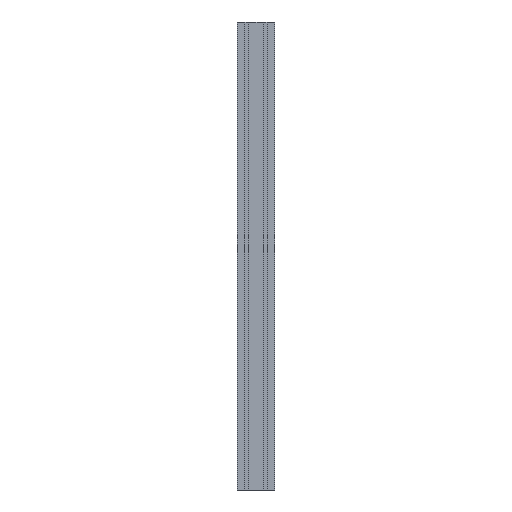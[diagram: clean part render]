
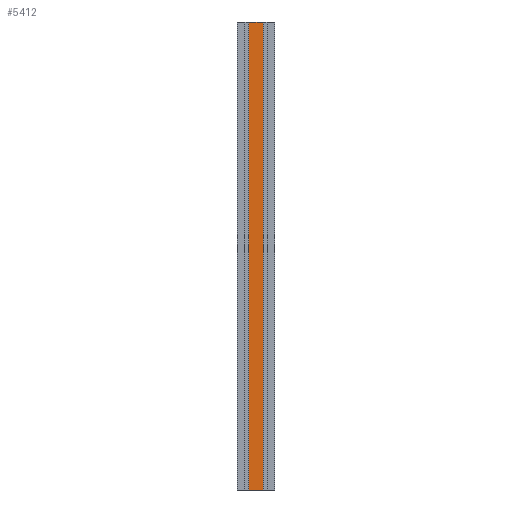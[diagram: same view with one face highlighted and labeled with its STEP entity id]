
A CAD part, left-side view. The second image highlights one B-rep face of the part: STEP entity #5412.
In plain terms, the highlighted planar face has unit normal (-1, 0, 0).
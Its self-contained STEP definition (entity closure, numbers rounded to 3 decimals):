
#327 = CARTESIAN_POINT ( 'NONE',  ( -40., 15.95, 0. ) ) ;
#336 = EDGE_CURVE ( 'NONE', #869, #937, #6614, .T. ) ;
#462 = CARTESIAN_POINT ( 'NONE',  ( -40., 0., 1000. ) ) ;
#493 = PLANE ( 'NONE',  #6036 ) ;
#869 = VERTEX_POINT ( 'NONE', #5694 ) ;
#937 = VERTEX_POINT ( 'NONE', #3541 ) ;
#1301 = EDGE_CURVE ( 'NONE', #937, #4233, #2469, .T. ) ;
#1305 = DIRECTION ( 'NONE',  ( 0., 1., 0. ) ) ;
#1359 = ORIENTED_EDGE ( 'NONE', *, *, #336, .T. ) ;
#1529 = CARTESIAN_POINT ( 'NONE',  ( -40., 15.95, 1000. ) ) ;
#1789 = EDGE_LOOP ( 'NONE', ( #6180, #5617, #1359, #4095 ) ) ;
#1823 = LINE ( 'NONE', #3961, #4409 ) ;
#2199 = EDGE_CURVE ( 'NONE', #6751, #4233, #1823, .T. ) ;
#2280 = CARTESIAN_POINT ( 'NONE',  ( -40., 0., 1000. ) ) ;
#2469 = LINE ( 'NONE', #1529, #6322 ) ;
#3097 = DIRECTION ( 'NONE',  ( -1., 0., 0. ) ) ;
#3164 = DIRECTION ( 'NONE',  ( 0., -1., 0. ) ) ;
#3328 = VECTOR ( 'NONE', #5194, 1000. ) ;
#3541 = CARTESIAN_POINT ( 'NONE',  ( -40., 15.95, 1000. ) ) ;
#3900 = DIRECTION ( 'NONE',  ( 0., 1., 0. ) ) ;
#3961 = CARTESIAN_POINT ( 'NONE',  ( -40., 0., 0. ) ) ;
#3977 = VECTOR ( 'NONE', #3900, 1000. ) ;
#4095 = ORIENTED_EDGE ( 'NONE', *, *, #1301, .T. ) ;
#4181 = CARTESIAN_POINT ( 'NONE',  ( -40., -15.95, 1000. ) ) ;
#4233 = VERTEX_POINT ( 'NONE', #327 ) ;
#4409 = VECTOR ( 'NONE', #1305, 1000. ) ;
#5194 = DIRECTION ( 'NONE',  ( 0., 0., -1. ) ) ;
#5286 = FACE_OUTER_BOUND ( 'NONE', #1789, .T. ) ;
#5412 = ADVANCED_FACE ( 'NONE', ( #5286 ), #493, .T. ) ;
#5617 = ORIENTED_EDGE ( 'NONE', *, *, #6613, .F. ) ;
#5694 = CARTESIAN_POINT ( 'NONE',  ( -40., -15.95, 1000. ) ) ;
#6036 = AXIS2_PLACEMENT_3D ( 'NONE', #462, #3097, #3164 ) ;
#6180 = ORIENTED_EDGE ( 'NONE', *, *, #2199, .F. ) ;
#6306 = DIRECTION ( 'NONE',  ( 0., 0., -1. ) ) ;
#6322 = VECTOR ( 'NONE', #6306, 1000. ) ;
#6534 = CARTESIAN_POINT ( 'NONE',  ( -40., -15.95, 0. ) ) ;
#6613 = EDGE_CURVE ( 'NONE', #869, #6751, #6865, .T. ) ;
#6614 = LINE ( 'NONE', #2280, #3977 ) ;
#6751 = VERTEX_POINT ( 'NONE', #6534 ) ;
#6865 = LINE ( 'NONE', #4181, #3328 ) ;
